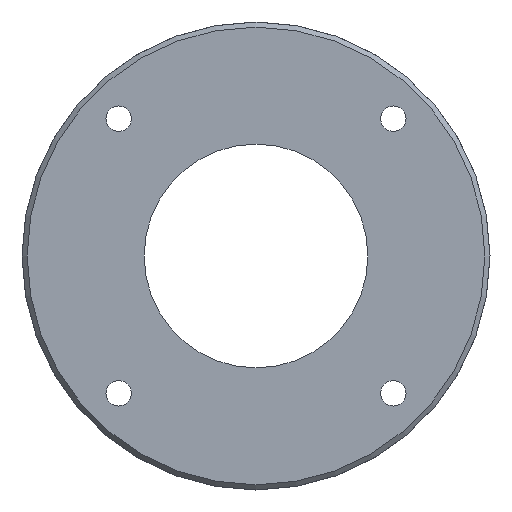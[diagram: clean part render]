
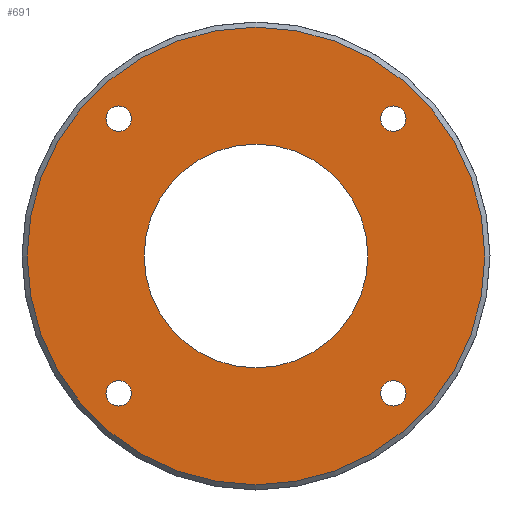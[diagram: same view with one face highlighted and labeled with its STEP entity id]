
A CAD part, front view. The second image highlights one B-rep face of the part: STEP entity #691.
In plain terms, the highlighted planar face has unit normal (0, -1, 0).
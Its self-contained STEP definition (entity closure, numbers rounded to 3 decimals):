
#16=FACE_BOUND('',#136,.T.);
#17=FACE_BOUND('',#137,.T.);
#18=FACE_BOUND('',#138,.T.);
#19=FACE_BOUND('',#139,.T.);
#20=FACE_BOUND('',#140,.T.);
#58=PLANE('',#788);
#94=FACE_OUTER_BOUND('',#135,.T.);
#135=EDGE_LOOP('',(#555));
#136=EDGE_LOOP('',(#556));
#137=EDGE_LOOP('',(#557));
#138=EDGE_LOOP('',(#558));
#139=EDGE_LOOP('',(#559));
#140=EDGE_LOOP('',(#560));
#260=CIRCLE('',#733,1.25);
#268=CIRCLE('',#745,1.25);
#276=CIRCLE('',#757,1.25);
#284=CIRCLE('',#769,1.25);
#296=CIRCLE('',#787,22.5);
#297=CIRCLE('',#789,11.);
#320=VERTEX_POINT('',#1075);
#328=VERTEX_POINT('',#1099);
#336=VERTEX_POINT('',#1123);
#344=VERTEX_POINT('',#1147);
#356=VERTEX_POINT('',#1182);
#357=VERTEX_POINT('',#1186);
#383=EDGE_CURVE('',#320,#320,#260,.T.);
#395=EDGE_CURVE('',#328,#328,#268,.T.);
#407=EDGE_CURVE('',#336,#336,#276,.T.);
#419=EDGE_CURVE('',#344,#344,#284,.T.);
#437=EDGE_CURVE('',#356,#356,#296,.T.);
#438=EDGE_CURVE('',#357,#357,#297,.T.);
#555=ORIENTED_EDGE('',*,*,#437,.F.);
#556=ORIENTED_EDGE('',*,*,#383,.T.);
#557=ORIENTED_EDGE('',*,*,#395,.T.);
#558=ORIENTED_EDGE('',*,*,#407,.T.);
#559=ORIENTED_EDGE('',*,*,#419,.T.);
#560=ORIENTED_EDGE('',*,*,#438,.T.);
#691=ADVANCED_FACE('',(#94,#16,#17,#18,#19,#20),#58,.T.);
#733=AXIS2_PLACEMENT_3D('',#1076,#848,#849);
#745=AXIS2_PLACEMENT_3D('',#1100,#876,#877);
#757=AXIS2_PLACEMENT_3D('',#1124,#904,#905);
#769=AXIS2_PLACEMENT_3D('',#1148,#932,#933);
#787=AXIS2_PLACEMENT_3D('',#1184,#974,#975);
#788=AXIS2_PLACEMENT_3D('',#1185,#976,#977);
#789=AXIS2_PLACEMENT_3D('',#1187,#978,#979);
#848=DIRECTION('center_axis',(0.,1.,0.));
#849=DIRECTION('ref_axis',(0.,0.,-1.));
#876=DIRECTION('center_axis',(0.,1.,0.));
#877=DIRECTION('ref_axis',(0.,0.,-1.));
#904=DIRECTION('center_axis',(0.,1.,0.));
#905=DIRECTION('ref_axis',(0.,0.,-1.));
#932=DIRECTION('center_axis',(0.,1.,0.));
#933=DIRECTION('ref_axis',(0.,0.,-1.));
#974=DIRECTION('center_axis',(0.,1.,0.));
#975=DIRECTION('ref_axis',(0.,0.,-1.));
#976=DIRECTION('center_axis',(0.,-1.,0.));
#977=DIRECTION('ref_axis',(0.,0.,-1.));
#978=DIRECTION('center_axis',(0.,1.,0.));
#979=DIRECTION('ref_axis',(1.,0.,0.));
#1075=CARTESIAN_POINT('',(-13.5,-4.665,14.75));
#1076=CARTESIAN_POINT('Origin',(-13.5,-4.665,13.5));
#1099=CARTESIAN_POINT('',(-13.5,-4.665,-12.25));
#1100=CARTESIAN_POINT('Origin',(-13.5,-4.665,-13.5));
#1123=CARTESIAN_POINT('',(13.5,-4.665,14.75));
#1124=CARTESIAN_POINT('Origin',(13.5,-4.665,13.5));
#1147=CARTESIAN_POINT('',(13.5,-4.665,-12.25));
#1148=CARTESIAN_POINT('Origin',(13.5,-4.665,-13.5));
#1182=CARTESIAN_POINT('',(0.,-4.665,22.5));
#1184=CARTESIAN_POINT('Origin',(0.,-4.665,0.));
#1185=CARTESIAN_POINT('Origin',(0.,-4.665,23.));
#1186=CARTESIAN_POINT('',(0.,-4.665,-11.));
#1187=CARTESIAN_POINT('Origin',(0.,-4.665,0.));
